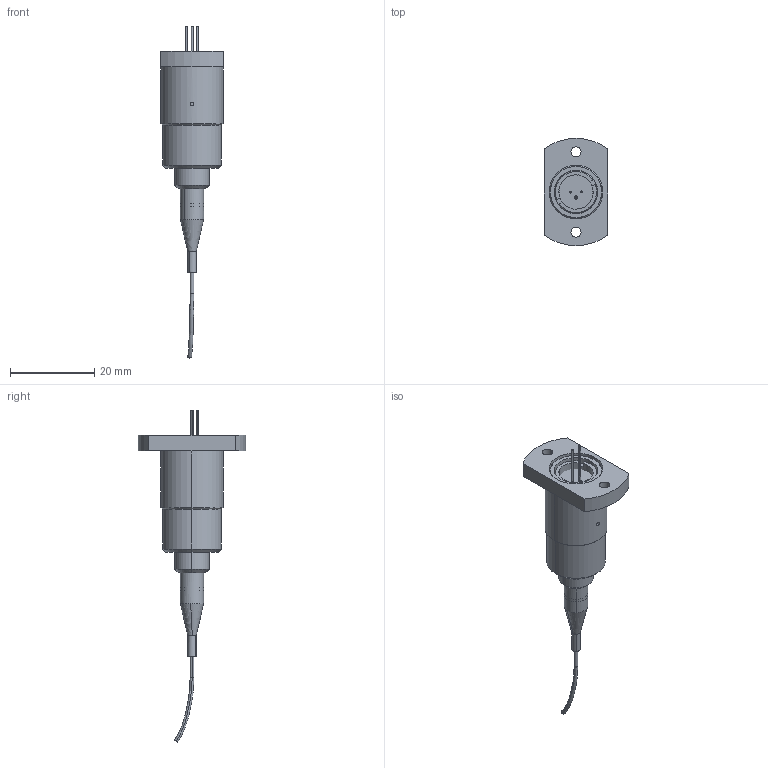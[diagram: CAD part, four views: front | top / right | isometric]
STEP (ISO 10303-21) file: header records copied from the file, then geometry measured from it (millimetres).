
FILE_DESCRIPTION (( 'STEP AP214' ), '1' );
FILE_NAME ('LPS-635-FC.STEP', '2013-03-22T14:33:58', ( 'User' ), ( 'Microsoft' ), 'SwSTEP 2.0', 'SolidWorks 2012', '' );
FILE_SCHEMA (( 'AUTOMOTIVE_DESIGN' ));
Length unit declared in the file: millimetre
Products named in the file (14): 13711-e0w-352220-C; LPS09-5_Lens Spacer; Black Boot; LPS09-1_Housing; SM038RR-Retaining Ring; LPS-635-FC; Mounted HL6320G diode; LPS09-3_Ferrule Mount; Fiber with Ferrule,Curved; 17797-E0W-352230-C; LPS09-4_9mm Diode Spacer; HL6320G  DIODE; Mounted 352230 Lens; LPS09-2_Optical Housing
Assembly tree (13 placements, depth 3):
  LPS-635-FC
    LPS09-2_Optical Housing
    13711-e0w-352220-C
    Mounted 352230 Lens
      LPS09-5_Lens Spacer
      17797-E0W-352230-C
    Mounted HL6320G diode
      LPS09-4_9mm Diode Spacer
      HL6320G  DIODE
    LPS09-3_Ferrule Mount
    Fiber with Ferrule,Curved
    Black Boot
    LPS09-1_Housing
    SM038RR-Retaining Ring
Bounding box: 14.99 x 25.4 x 78.63 mm (x, y, z)
Volume: 4854.9 mm3; surface area: 7639.9 mm2
Topology: 11 solids, 11 shells, 295 faces, 692 edges, 434 vertices
Faces by surface type: cylinder 127, plane 75, cone 65, torus 16, bspline 10, sphere 2
Entity records: 11221 total; most frequent: CARTESIAN_POINT 3005, DIRECTION 1563, ORIENTED_EDGE 1368, EDGE_CURVE 684, AXIS2_PLACEMENT_3D 662, VERTEX_POINT 434, EDGE_LOOP 360, CIRCLE 359
